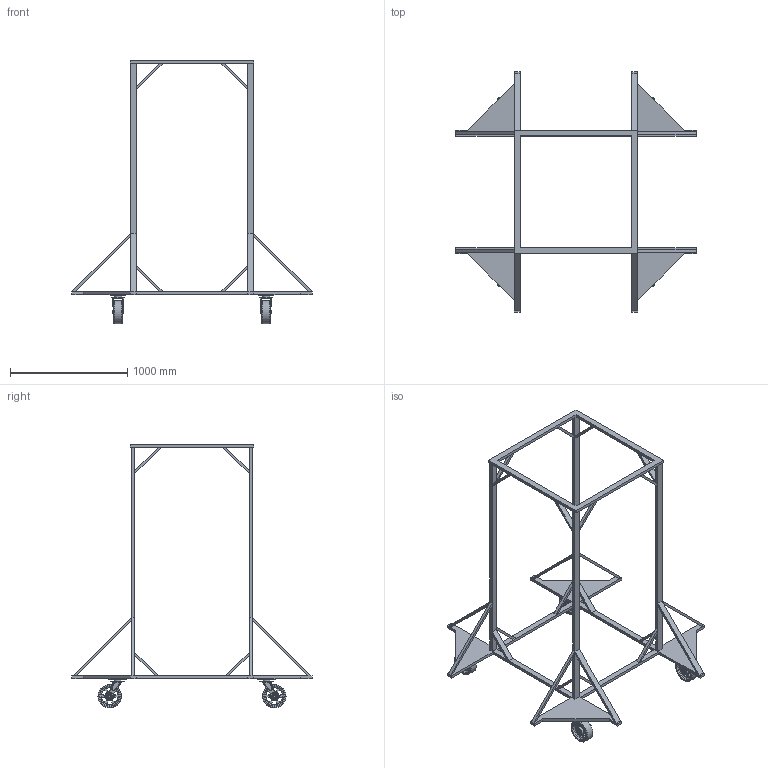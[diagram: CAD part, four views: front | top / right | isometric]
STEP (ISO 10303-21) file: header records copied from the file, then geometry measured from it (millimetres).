
FILE_DESCRIPTION(/* description */ (''),/* implementation_level */ '2;1');
FILE_NAME(/* name */ 'frame 3 (1m _ 1m _ 2m) with wheel v2.step',/* time_stamp */ '2021-01-11T00:26:35+06:00',/* author */ (''),/* organization */ (''),/* preprocessor_version */ 'ST-DEVELOPER v18.1',/* originating_system */ 'Autodesk Translation Framework v9.7.1.1290',/* authorisation */ '');
FILE_SCHEMA (('AUTOMOTIVE_DESIGN { 1 0 10303 214 3 1 1 }'));
Length unit declared in the file: millimetre
Products named in the file (5): frame 3 (1m * 1m * 2m) with wheel; caster wheels; caster wheels v1(Mirror); caster wheels v1(Mirror) (1); caster wheels v1(Mirror)(Mirror)
Assembly tree (4 placements, depth 2):
  frame 3 (1m * 1m * 2m) with wheel
    caster wheels
    caster wheels v1(Mirror)
    caster wheels v1(Mirror) (1)
    caster wheels v1(Mirror)(Mirror)
Bounding box: 2050 x 2050 x 2248.15 mm (x, y, z)
Volume: 51504802.9 mm3; surface area: 6311131.9 mm2
Topology: 24 solids, 24 shells, 1400 faces, 3348 edges, 2020 vertices
Faces by surface type: plane 484, cylinder 456, torus 420, bspline 16, sphere 16, cone 8
Full cylindrical faces by diameter (mm): 14 x16, 26.789 x8, 42.657 x8, 63.468 x8, 64.184 x8, 67.259 x4, 70.658 x8, 115.19 x4, 165.503 x8, 174.703 x8
Entity records: 41781 total; most frequent: CARTESIAN_POINT 7909, DIRECTION 7686, ORIENTED_EDGE 6664, EDGE_CURVE 3332, AXIS2_PLACEMENT_3D 3081, VERTEX_POINT 2020, CIRCLE 1632, EDGE_LOOP 1560
